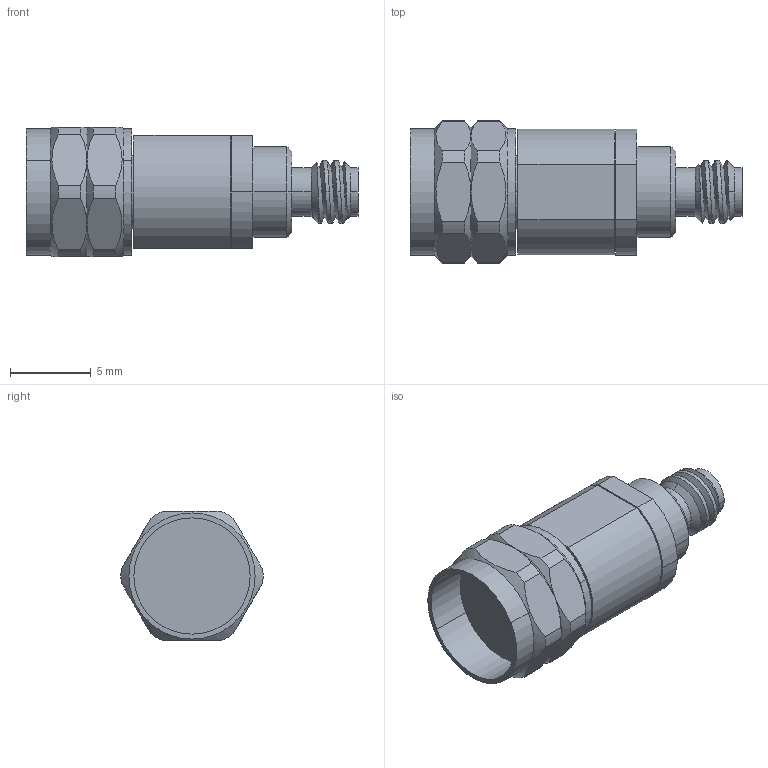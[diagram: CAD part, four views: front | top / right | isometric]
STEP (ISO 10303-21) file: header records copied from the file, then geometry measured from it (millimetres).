
FILE_DESCRIPTION (( 'STEP AP214' ), '1' );
FILE_NAME ('SCT-VM1F-UB.STEP', '2023-01-04T17:41:54', ( '' ), ( '' ), 'SwSTEP 2.0', 'SolidWorks 2021', '' );
FILE_SCHEMA (( 'AUTOMOTIVE_DESIGN' ));
Length unit declared in the file: inch
Products named in the file (1): SCT-VM1F-UB
Bounding box: 20.55 x 8.8 x 8 mm (x, y, z)
Volume: 614.9 mm3; surface area: 979.7 mm2
Topology: 1 solids, 2 shells, 120 faces, 298 edges, 190 vertices
Faces by surface type: cylinder 56, plane 32, cone 26, bspline 6
Entity records: 7290 total; most frequent: CARTESIAN_POINT 3128, ORIENTED_EDGE 596, DIRECTION 557, EDGE_CURVE 298, AXIS2_PLACEMENT_3D 231, VERTEX_POINT 190, EDGE_LOOP 134, ADVANCED_FACE 120
